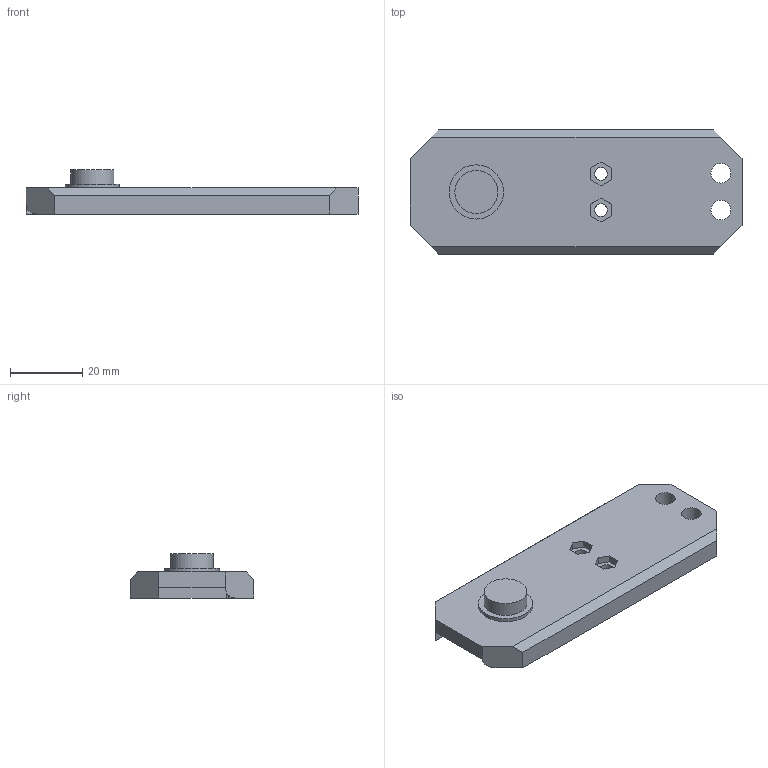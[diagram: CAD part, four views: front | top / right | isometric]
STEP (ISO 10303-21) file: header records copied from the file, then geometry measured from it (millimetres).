
FILE_DESCRIPTION(/* description */ (''),/* implementation_level */ '2;1');
FILE_NAME(/* name */ 'AM_Link_Bearing.stp',/* time_stamp */ '2024-11-03T10:27:31-05:00',/* author */ ('yulio'),/* organization */ (''),/* preprocessor_version */ 'ST-DEVELOPER v20',/* originating_system */ 'Autodesk Inventor 2024',/* authorisation */ '');
FILE_SCHEMA (('AUTOMOTIVE_DESIGN { 1 0 10303 214 3 1 1 }'));
Length unit declared in the file: millimetre
Products named in the file (1): eslabon2_v2
Bounding box: 91.85 x 34.3 x 12.24 mm (x, y, z)
Volume: 17059.6 mm3; surface area: 8582 mm2
Topology: 1 solids, 1 shells, 47 faces, 120 edges, 80 vertices
Faces by surface type: plane 35, cylinder 11, bspline 1
Full cylindrical faces by diameter (mm): 3.5 x2, 5.5 x2, 11.9 x1, 15 x1
Entity records: 1503 total; most frequent: CARTESIAN_POINT 276, ORIENTED_EDGE 240, DIRECTION 235, EDGE_CURVE 120, LINE 95, VECTOR 95, VERTEX_POINT 79, AXIS2_PLACEMENT_3D 70
